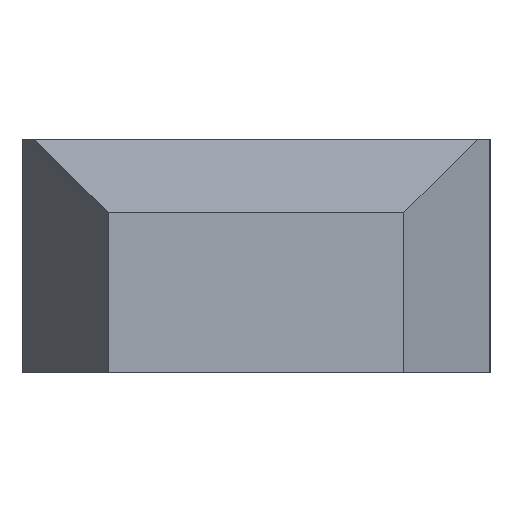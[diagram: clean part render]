
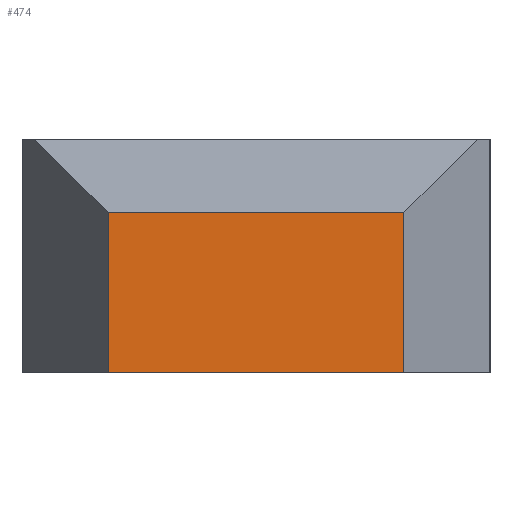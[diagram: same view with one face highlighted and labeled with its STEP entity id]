
A CAD part, left-side view. The second image highlights one B-rep face of the part: STEP entity #474.
In plain terms, the highlighted planar face has unit normal (-1, 0, 0).
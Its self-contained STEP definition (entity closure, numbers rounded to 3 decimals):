
#12 = CARTESIAN_POINT ( 'NONE',  ( -50., 12., 13. ) ) ;
#47 = ORIENTED_EDGE ( 'NONE', *, *, #294, .T. ) ;
#52 = VECTOR ( 'NONE', #318, 1000. ) ;
#68 = ORIENTED_EDGE ( 'NONE', *, *, #398, .F. ) ;
#80 = LINE ( 'NONE', #364, #52 ) ;
#92 = PLANE ( 'NONE',  #241 ) ;
#101 = DIRECTION ( 'NONE',  ( 0., 0., -1. ) ) ;
#107 = DIRECTION ( 'NONE',  ( 0., 1., 0. ) ) ;
#129 = FACE_OUTER_BOUND ( 'NONE', #583, .T. ) ;
#181 = LINE ( 'NONE', #279, #387 ) ;
#193 = VERTEX_POINT ( 'NONE', #608 ) ;
#197 = VERTEX_POINT ( 'NONE', #561 ) ;
#216 = CARTESIAN_POINT ( 'NONE',  ( -50., -12., 19. ) ) ;
#241 = AXIS2_PLACEMENT_3D ( 'NONE', #610, #508, #331 ) ;
#263 = VECTOR ( 'NONE', #107, 1000. ) ;
#276 = DIRECTION ( 'NONE',  ( 0., 0., -1. ) ) ;
#279 = CARTESIAN_POINT ( 'NONE',  ( -50., 12., 19. ) ) ;
#294 = EDGE_CURVE ( 'NONE', #445, #571, #523, .T. ) ;
#318 = DIRECTION ( 'NONE',  ( 0., 1., 0. ) ) ;
#323 = ORIENTED_EDGE ( 'NONE', *, *, #550, .T. ) ;
#331 = DIRECTION ( 'NONE',  ( 0., 0., 1. ) ) ;
#364 = CARTESIAN_POINT ( 'NONE',  ( -50., -12., 0. ) ) ;
#387 = VECTOR ( 'NONE', #101, 1000. ) ;
#394 = ORIENTED_EDGE ( 'NONE', *, *, #430, .F. ) ;
#398 = EDGE_CURVE ( 'NONE', #193, #197, #80, .T. ) ;
#424 = CARTESIAN_POINT ( 'NONE',  ( -50., -20., 13. ) ) ;
#430 = EDGE_CURVE ( 'NONE', #445, #193, #540, .T. ) ;
#445 = VERTEX_POINT ( 'NONE', #597 ) ;
#474 = ADVANCED_FACE ( 'NONE', ( #129 ), #92, .T. ) ;
#508 = DIRECTION ( 'NONE',  ( -1., 0., 0. ) ) ;
#512 = VECTOR ( 'NONE', #276, 1000. ) ;
#523 = LINE ( 'NONE', #424, #263 ) ;
#540 = LINE ( 'NONE', #216, #512 ) ;
#550 = EDGE_CURVE ( 'NONE', #571, #197, #181, .T. ) ;
#561 = CARTESIAN_POINT ( 'NONE',  ( -50., 12., 0. ) ) ;
#571 = VERTEX_POINT ( 'NONE', #12 ) ;
#583 = EDGE_LOOP ( 'NONE', ( #394, #47, #323, #68 ) ) ;
#597 = CARTESIAN_POINT ( 'NONE',  ( -50., -12., 13. ) ) ;
#608 = CARTESIAN_POINT ( 'NONE',  ( -50., -12., 0. ) ) ;
#610 = CARTESIAN_POINT ( 'NONE',  ( -50., -12., 19. ) ) ;
